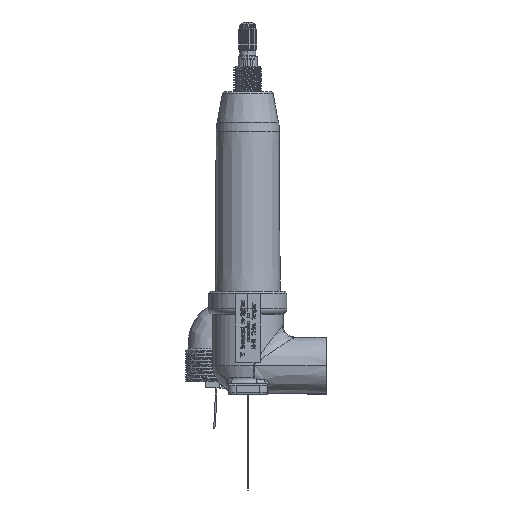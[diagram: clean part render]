
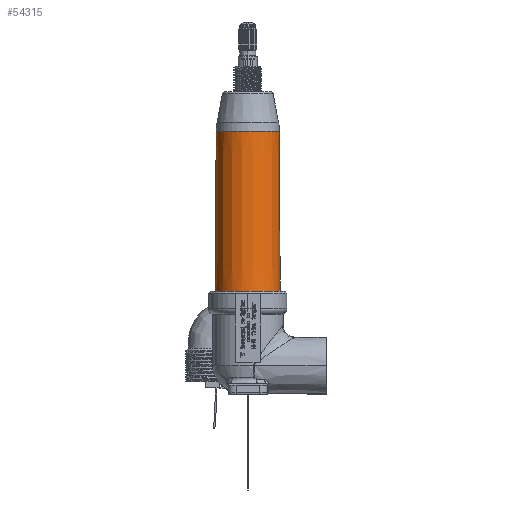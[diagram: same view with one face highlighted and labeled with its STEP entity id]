
A CAD part, left-side view. The second image highlights one B-rep face of the part: STEP entity #54315.
In plain terms, the highlighted conical face has half-angle 0.25 degrees and reference radius 16.331 mm.
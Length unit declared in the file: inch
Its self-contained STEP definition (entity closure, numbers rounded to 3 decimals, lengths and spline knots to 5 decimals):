
#3804=DIRECTION('',(0.,-0.004,1.));
#3805=VECTOR('',#3804,3.2063);
#3806=CARTESIAN_POINT('',(-3.93701,0.64995,
1.49606));
#3807=LINE('',#3806,#3805);
#3811=CARTESIAN_POINT('',(-3.93701,0.,4.70233));
#3812=DIRECTION('',(0.,0.,-1.));
#3813=DIRECTION('',(0.,-1.,0.));
#3814=AXIS2_PLACEMENT_3D('',#3811,#3812,#3813);
#3819=DIRECTION('',(0.,0.004,1.));
#3820=VECTOR('',#3819,3.2063);
#3821=CARTESIAN_POINT('',(-3.93701,-0.64995,
1.49606));
#3822=LINE('',#3821,#3820);
#3842=CARTESIAN_POINT('',(-3.93701,0.,1.49606));
#3843=DIRECTION('',(0.,0.,-1.));
#3844=DIRECTION('',(0.,-1.,0.));
#3845=AXIS2_PLACEMENT_3D('',#3842,#3843,#3844);
#46343=CARTESIAN_POINT('',(-3.93701,-0.63596,
4.70233));
#46344=CARTESIAN_POINT('',(-3.93701,0.63596,
4.70233));
#46345=VERTEX_POINT('',#46343);
#46346=VERTEX_POINT('',#46344);
#46351=CARTESIAN_POINT('',(-3.93701,-0.64995,
1.49606));
#46352=CARTESIAN_POINT('',(-3.93701,0.64995,
1.49606));
#46353=VERTEX_POINT('',#46351);
#46354=VERTEX_POINT('',#46352);
#54301=CARTESIAN_POINT('',(-3.93701,0.,3.0992));
#54302=DIRECTION('',(0.,0.,-1.));
#54303=DIRECTION('',(0.,-1.,0.));
#54304=AXIS2_PLACEMENT_3D('',#54301,#54302,#54303);
#54305=CONICAL_SURFACE('',#54304,0.64296,0.25);
#54307=ORIENTED_EDGE('',*,*,#54306,.T.);
#54309=ORIENTED_EDGE('',*,*,#54308,.T.);
#54310=ORIENTED_EDGE('',*,*,#54291,.F.);
#54312=ORIENTED_EDGE('',*,*,#54311,.F.);
#54313=EDGE_LOOP('',(#54307,#54309,#54310,#54312));
#54314=FACE_OUTER_BOUND('',#54313,.F.);
#3815=CIRCLE('',#3814,0.63596);
#3846=CIRCLE('',#3845,0.64995);
#54291=EDGE_CURVE('',#46345,#46346,#3815,.T.);
#54306=EDGE_CURVE('',#46353,#46354,#3846,.T.);
#54308=EDGE_CURVE('',#46354,#46346,#3807,.T.);
#54311=EDGE_CURVE('',#46353,#46345,#3822,.T.);
#54315=ADVANCED_FACE('',(#54314),#54305,.T.);
